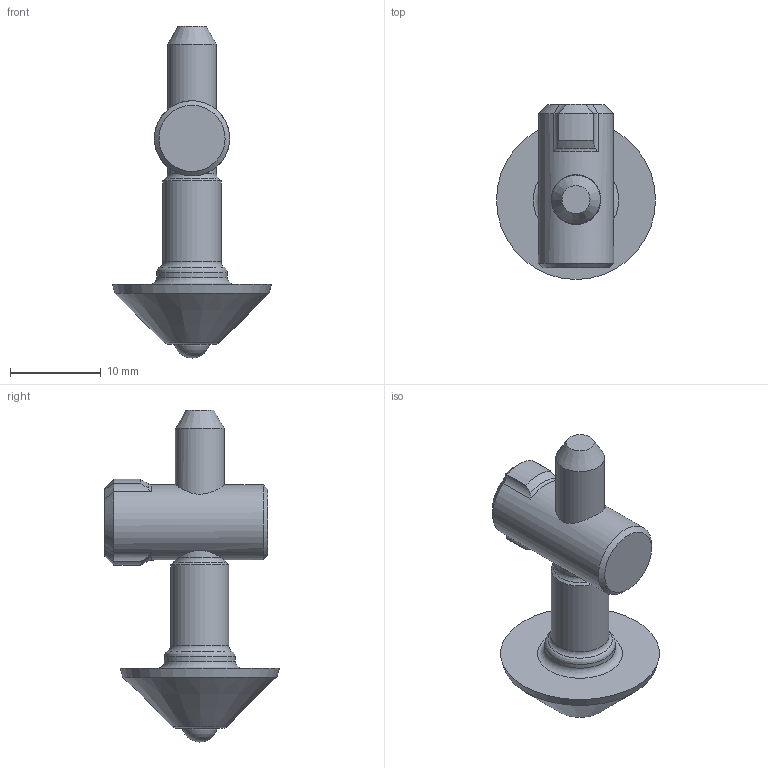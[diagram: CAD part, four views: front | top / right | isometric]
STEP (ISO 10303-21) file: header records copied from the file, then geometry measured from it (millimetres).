
FILE_DESCRIPTION(/* description */ ('Zuganker S 8 midi'),/* implementation_level */ '2;1');
FILE_NAME(/* name */ 'SV1610V_A.stp',/* time_stamp */ '2015-11-30T13:22:36+01:00',/* author */ ('Marina Kaa'),/* organization */ (''),/* preprocessor_version */ 'ST-DEVELOPER v15.6',/* originating_system */ 'Autodesk Inventor 2015',/* authorisation */ '');
FILE_SCHEMA (('AUTOMOTIVE_DESIGN { 1 0 10303 214 3 1 1 }'));
Length unit declared in the file: millimetre
Products named in the file (7): ME1612005_A; MK5100000_A; MK2402090_A; ME1612003_A; ME1620002_A; DK0914050100; SV1610V_A
Bounding box: 17.55 x 19.27 x 36.63 mm (x, y, z)
Volume: 2398 mm3; surface area: 2226.9 mm2
Topology: 5 solids, 5 shells, 65 faces, 151 edges, 93 vertices
Faces by surface type: plane 22, cone 19, cylinder 14, torus 6, sphere 3, bspline 1
Full cylindrical faces by diameter (mm): 4.1 x1, 4.134 x1, 5 x1, 5.4 x1, 5.5 x1, 6.4 x1, 7.8 x1, 8.3 x1
Entity records: 2507 total; most frequent: CARTESIAN_POINT 1079, DIRECTION 284, ORIENTED_EDGE 230, AXIS2_PLACEMENT_3D 124, EDGE_CURVE 115, EDGE_LOOP 92, VERTEX_POINT 83, FACE_OUTER_BOUND 65
